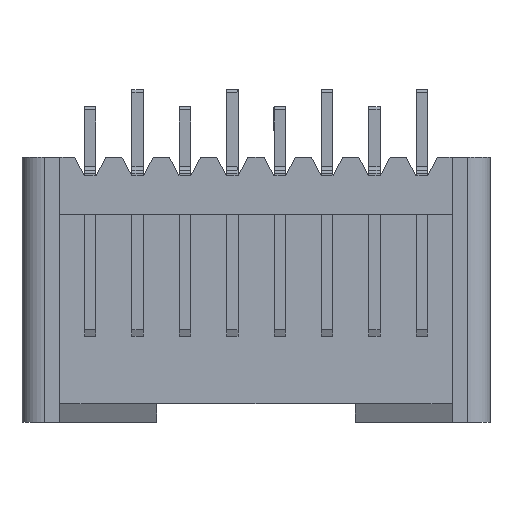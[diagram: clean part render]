
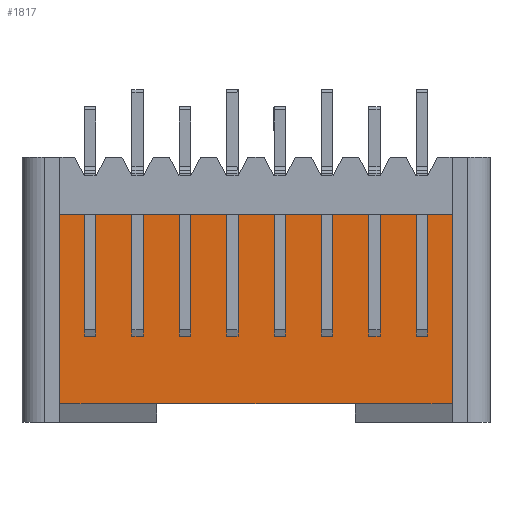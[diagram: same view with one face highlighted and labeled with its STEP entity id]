
A CAD part, front view. The second image highlights one B-rep face of the part: STEP entity #1817.
In plain terms, the highlighted planar face has unit normal (0, -1, 0).
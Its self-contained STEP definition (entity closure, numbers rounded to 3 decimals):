
#1557=CARTESIAN_POINT('',(7.1,6.5,-13.));
#1558=VERTEX_POINT('',#1557);
#1588=CARTESIAN_POINT('',(17.6,6.5,-13.));
#1589=VERTEX_POINT('',#1588);
#1590=CARTESIAN_POINT('',(17.6,6.5,-13.));
#1591=DIRECTION('',(-1.,0.,0.));
#1592=VECTOR('',#1591,10.5);
#1593=LINE('',#1590,#1592);
#1594=EDGE_CURVE('',#1589,#1558,#1593,.T.);
#1645=CARTESIAN_POINT('',(23.074,6.5,-13.));
#1646=VERTEX_POINT('',#1645);
#1653=CARTESIAN_POINT('',(23.074,6.5,-13.));
#1654=DIRECTION('',(-1.,0.,0.));
#1655=VECTOR('',#1654,5.474);
#1656=LINE('',#1653,#1655);
#1657=EDGE_CURVE('',#1646,#1589,#1656,.T.);
#1662=CARTESIAN_POINT('',(12.35,6.5,-7.));
#1663=DIRECTION('',(1.,0.,0.));
#1664=DIRECTION('',(0.,-1.,0.));
#1665=AXIS2_PLACEMENT_3D('',#1662,#1664,#1663);
#1666=PLANE('',#1665);
#1667=CARTESIAN_POINT('',(23.5,6.5,-13.178));
#1668=VERTEX_POINT('',#1667);
#1669=CARTESIAN_POINT('',(23.074,6.5,-13.));
#1670=CARTESIAN_POINT('',(23.155,6.5,-13.));
#1671=CARTESIAN_POINT('',(23.301,6.5,-13.046));
#1672=CARTESIAN_POINT('',(23.435,6.5,-13.129));
#1673=CARTESIAN_POINT('',(23.5,6.5,-13.178));
#1674=B_SPLINE_CURVE_WITH_KNOTS('',3,(#1669,#1670,#1671,#1672,#1673),.UNSPECIFIED.,.F.,.U.,(4,1,4),(0.,0.5,1.),.UNSPECIFIED.);
#1675=EDGE_CURVE('',#1646,#1668,#1674,.T.);
#1676=ORIENTED_EDGE('',*,*,#1675,.T.);
#1677=CARTESIAN_POINT('',(23.5,6.5,-2.));
#1678=VERTEX_POINT('',#1677);
#1679=CARTESIAN_POINT('',(23.5,6.5,-13.178));
#1680=DIRECTION('',(0.,0.,1.));
#1681=VECTOR('',#1680,11.178);
#1682=LINE('',#1679,#1681);
#1683=EDGE_CURVE('',#1668,#1678,#1682,.T.);
#1684=ORIENTED_EDGE('',*,*,#1683,.T.);
#1685=CARTESIAN_POINT('',(15.85,6.5,-2.));
#1686=VERTEX_POINT('',#1685);
#1687=CARTESIAN_POINT('',(23.5,6.5,-2.));
#1688=DIRECTION('',(-1.,0.,0.));
#1689=VECTOR('',#1688,7.65);
#1690=LINE('',#1687,#1689);
#1691=EDGE_CURVE('',#1678,#1686,#1690,.T.);
#1692=ORIENTED_EDGE('',*,*,#1691,.T.);
#1693=CARTESIAN_POINT('',(15.85,6.5,-2.5));
#1694=VERTEX_POINT('',#1693);
#1695=CARTESIAN_POINT('',(15.85,6.5,-2.));
#1696=DIRECTION('',(0.,0.,-1.));
#1697=VECTOR('',#1696,0.5);
#1698=LINE('',#1695,#1697);
#1699=EDGE_CURVE('',#1686,#1694,#1698,.T.);
#1700=ORIENTED_EDGE('',*,*,#1699,.T.);
#1701=CARTESIAN_POINT('',(14.85,6.5,-2.5));
#1702=VERTEX_POINT('',#1701);
#1703=CARTESIAN_POINT('',(15.85,6.5,-2.5));
#1704=DIRECTION('',(-1.,0.,0.));
#1705=VECTOR('',#1704,1.);
#1706=LINE('',#1703,#1705);
#1707=EDGE_CURVE('',#1694,#1702,#1706,.T.);
#1708=ORIENTED_EDGE('',*,*,#1707,.T.);
#1709=CARTESIAN_POINT('',(14.85,6.5,-2.));
#1710=VERTEX_POINT('',#1709);
#1711=CARTESIAN_POINT('',(14.85,6.5,-2.5));
#1712=DIRECTION('',(0.,0.,1.));
#1713=VECTOR('',#1712,0.5);
#1714=LINE('',#1711,#1713);
#1715=EDGE_CURVE('',#1702,#1710,#1714,.T.);
#1716=ORIENTED_EDGE('',*,*,#1715,.T.);
#1717=CARTESIAN_POINT('',(12.85,6.5,-2.));
#1718=VERTEX_POINT('',#1717);
#1719=CARTESIAN_POINT('',(14.85,6.5,-2.));
#1720=DIRECTION('',(-1.,0.,0.));
#1721=VECTOR('',#1720,2.);
#1722=LINE('',#1719,#1721);
#1723=EDGE_CURVE('',#1710,#1718,#1722,.T.);
#1724=ORIENTED_EDGE('',*,*,#1723,.T.);
#1725=CARTESIAN_POINT('',(12.85,6.5,-2.5));
#1726=VERTEX_POINT('',#1725);
#1727=CARTESIAN_POINT('',(12.85,6.5,-2.));
#1728=DIRECTION('',(0.,0.,-1.));
#1729=VECTOR('',#1728,0.5);
#1730=LINE('',#1727,#1729);
#1731=EDGE_CURVE('',#1718,#1726,#1730,.T.);
#1732=ORIENTED_EDGE('',*,*,#1731,.T.);
#1733=CARTESIAN_POINT('',(11.85,6.5,-2.5));
#1734=VERTEX_POINT('',#1733);
#1735=CARTESIAN_POINT('',(12.85,6.5,-2.5));
#1736=DIRECTION('',(-1.,0.,0.));
#1737=VECTOR('',#1736,1.);
#1738=LINE('',#1735,#1737);
#1739=EDGE_CURVE('',#1726,#1734,#1738,.T.);
#1740=ORIENTED_EDGE('',*,*,#1739,.T.);
#1741=CARTESIAN_POINT('',(11.85,6.5,-2.));
#1742=VERTEX_POINT('',#1741);
#1743=CARTESIAN_POINT('',(11.85,6.5,-2.5));
#1744=DIRECTION('',(0.,0.,1.));
#1745=VECTOR('',#1744,0.5);
#1746=LINE('',#1743,#1745);
#1747=EDGE_CURVE('',#1734,#1742,#1746,.T.);
#1748=ORIENTED_EDGE('',*,*,#1747,.T.);
#1749=CARTESIAN_POINT('',(9.85,6.5,-2.));
#1750=VERTEX_POINT('',#1749);
#1751=CARTESIAN_POINT('',(11.85,6.5,-2.));
#1752=DIRECTION('',(-1.,0.,0.));
#1753=VECTOR('',#1752,2.);
#1754=LINE('',#1751,#1753);
#1755=EDGE_CURVE('',#1742,#1750,#1754,.T.);
#1756=ORIENTED_EDGE('',*,*,#1755,.T.);
#1757=CARTESIAN_POINT('',(9.85,6.5,-2.5));
#1758=VERTEX_POINT('',#1757);
#1759=CARTESIAN_POINT('',(9.85,6.5,-2.));
#1760=DIRECTION('',(0.,0.,-1.));
#1761=VECTOR('',#1760,0.5);
#1762=LINE('',#1759,#1761);
#1763=EDGE_CURVE('',#1750,#1758,#1762,.T.);
#1764=ORIENTED_EDGE('',*,*,#1763,.T.);
#1765=CARTESIAN_POINT('',(8.85,6.5,-2.5));
#1766=VERTEX_POINT('',#1765);
#1767=CARTESIAN_POINT('',(9.85,6.5,-2.5));
#1768=DIRECTION('',(-1.,0.,0.));
#1769=VECTOR('',#1768,1.);
#1770=LINE('',#1767,#1769);
#1771=EDGE_CURVE('',#1758,#1766,#1770,.T.);
#1772=ORIENTED_EDGE('',*,*,#1771,.T.);
#1773=CARTESIAN_POINT('',(8.85,6.5,-2.));
#1774=VERTEX_POINT('',#1773);
#1775=CARTESIAN_POINT('',(8.85,6.5,-2.5));
#1776=DIRECTION('',(0.,0.,1.));
#1777=VECTOR('',#1776,0.5);
#1778=LINE('',#1775,#1777);
#1779=EDGE_CURVE('',#1766,#1774,#1778,.T.);
#1780=ORIENTED_EDGE('',*,*,#1779,.T.);
#1781=CARTESIAN_POINT('',(1.2,6.5,-2.));
#1782=VERTEX_POINT('',#1781);
#1783=CARTESIAN_POINT('',(8.85,6.5,-2.));
#1784=DIRECTION('',(-1.,0.,0.));
#1785=VECTOR('',#1784,7.65);
#1786=LINE('',#1783,#1785);
#1787=EDGE_CURVE('',#1774,#1782,#1786,.T.);
#1788=ORIENTED_EDGE('',*,*,#1787,.T.);
#1789=CARTESIAN_POINT('',(1.2,6.5,-13.178));
#1790=VERTEX_POINT('',#1789);
#1791=CARTESIAN_POINT('',(1.2,6.5,-2.));
#1792=DIRECTION('',(0.,0.,-1.));
#1793=VECTOR('',#1792,11.178);
#1794=LINE('',#1791,#1793);
#1795=EDGE_CURVE('',#1782,#1790,#1794,.T.);
#1796=ORIENTED_EDGE('',*,*,#1795,.T.);
#1797=CARTESIAN_POINT('',(1.626,6.5,-13.));
#1798=VERTEX_POINT('',#1797);
#1799=CARTESIAN_POINT('',(1.2,6.5,-13.178));
#1800=CARTESIAN_POINT('',(1.265,6.5,-13.129));
#1801=CARTESIAN_POINT('',(1.399,6.5,-13.046));
#1802=CARTESIAN_POINT('',(1.545,6.5,-13.));
#1803=CARTESIAN_POINT('',(1.626,6.5,-13.));
#1804=B_SPLINE_CURVE_WITH_KNOTS('',3,(#1799,#1800,#1801,#1802,#1803),.UNSPECIFIED.,.F.,.U.,(4,1,4),(0.,0.5,1.),.UNSPECIFIED.);
#1805=EDGE_CURVE('',#1790,#1798,#1804,.T.);
#1806=ORIENTED_EDGE('',*,*,#1805,.T.);
#1807=CARTESIAN_POINT('',(1.626,6.5,-13.));
#1808=DIRECTION('',(1.,0.,0.));
#1809=VECTOR('',#1808,5.474);
#1810=LINE('',#1807,#1809);
#1811=EDGE_CURVE('',#1798,#1558,#1810,.T.);
#1812=ORIENTED_EDGE('',*,*,#1811,.T.);
#1813=ORIENTED_EDGE('',*,*,#1594,.F.);
#1814=ORIENTED_EDGE('',*,*,#1657,.F.);
#1815=EDGE_LOOP('',(#1676,#1684,#1692,#1700,#1708,#1716,#1724,#1732,#1740,#1748,#1756,#1764,#1772,#1780,#1788,#1796,#1806,#1812,#1813,#1814));
#1816=FACE_OUTER_BOUND('',#1815,.T.);
#1817=ADVANCED_FACE('',(#1816),#1666,.T.);
